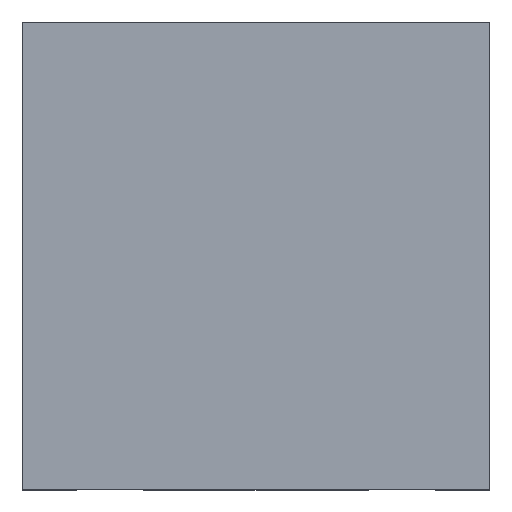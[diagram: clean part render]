
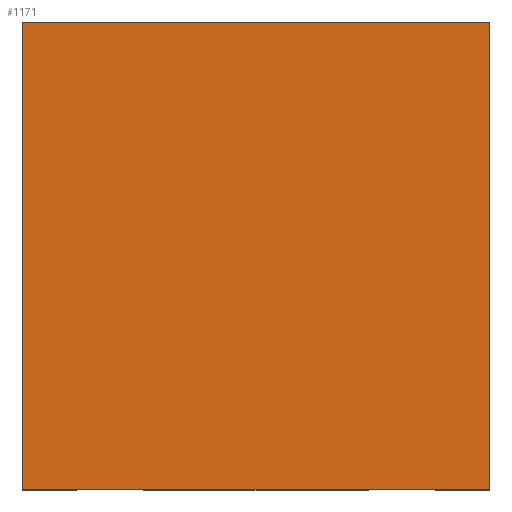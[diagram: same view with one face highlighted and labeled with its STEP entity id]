
A CAD part, top view. The second image highlights one B-rep face of the part: STEP entity #1171.
In plain terms, the highlighted planar face has unit normal (0, 0, 1).
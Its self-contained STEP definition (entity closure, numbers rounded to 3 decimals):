
#121=FACE_OUTER_BOUND('',#180,.T.);
#180=EDGE_LOOP('',(#1011,#1012,#1013,#1014));
#289=LINE('',#1885,#425);
#295=LINE('',#1896,#431);
#301=LINE('',#1904,#437);
#305=LINE('',#1909,#441);
#425=VECTOR('',#1548,10.);
#431=VECTOR('',#1556,10.);
#437=VECTOR('',#1564,10.);
#441=VECTOR('',#1570,10.);
#552=VERTEX_POINT('',#1882);
#553=VERTEX_POINT('',#1884);
#556=VERTEX_POINT('',#1893);
#557=VERTEX_POINT('',#1895);
#705=EDGE_CURVE('',#553,#552,#289,.T.);
#711=EDGE_CURVE('',#557,#556,#295,.T.);
#717=EDGE_CURVE('',#556,#553,#301,.T.);
#721=EDGE_CURVE('',#552,#557,#305,.T.);
#1011=ORIENTED_EDGE('',*,*,#717,.T.);
#1012=ORIENTED_EDGE('',*,*,#705,.T.);
#1013=ORIENTED_EDGE('',*,*,#721,.T.);
#1014=ORIENTED_EDGE('',*,*,#711,.T.);
#1112=PLANE('',#1276);
#1171=ADVANCED_FACE('',(#121),#1112,.T.);
#1276=AXIS2_PLACEMENT_3D('',#1936,#1594,#1595);
#1548=DIRECTION('',(0.,-1.,0.));
#1556=DIRECTION('',(0.,1.,0.));
#1564=DIRECTION('',(-1.,0.,0.));
#1570=DIRECTION('',(1.,0.,0.));
#1594=DIRECTION('center_axis',(0.,0.,1.));
#1595=DIRECTION('ref_axis',(1.,0.,0.));
#1882=CARTESIAN_POINT('',(-40.,-40.,80.));
#1884=CARTESIAN_POINT('',(-40.,40.,80.));
#1885=CARTESIAN_POINT('',(-40.,-40.,80.));
#1893=CARTESIAN_POINT('',(40.,40.,80.));
#1895=CARTESIAN_POINT('',(40.,-40.,80.));
#1896=CARTESIAN_POINT('',(40.,40.,80.));
#1904=CARTESIAN_POINT('',(-40.,40.,80.));
#1909=CARTESIAN_POINT('',(40.,-40.,80.));
#1936=CARTESIAN_POINT('Origin',(0.,0.,80.));
